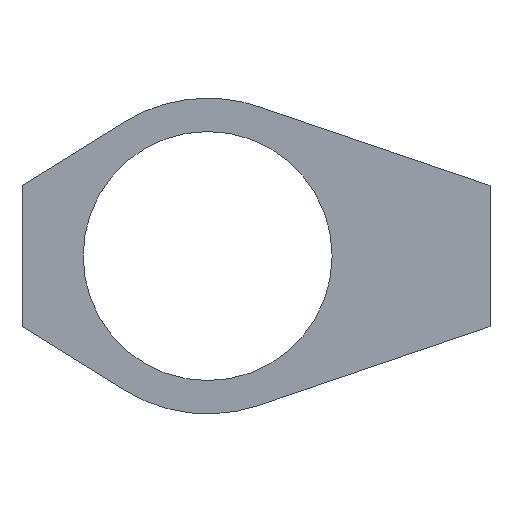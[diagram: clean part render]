
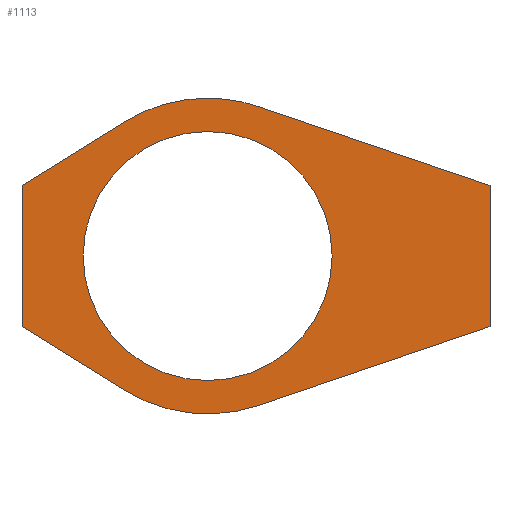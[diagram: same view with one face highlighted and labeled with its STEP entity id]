
A CAD part, left-side view. The second image highlights one B-rep face of the part: STEP entity #1113.
In plain terms, the highlighted planar face has unit normal (-1, 0, 0).
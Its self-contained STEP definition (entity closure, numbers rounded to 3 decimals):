
#4 = DIRECTION ( 'NONE',  ( 0., 0., -1. ) ) ;
#24 = DIRECTION ( 'NONE',  ( 0., 0., -1. ) ) ;
#34 = CARTESIAN_POINT ( 'NONE',  ( -15.549, 5.415, 30.9 ) ) ;
#39 = CARTESIAN_POINT ( 'NONE',  ( -15.549, -19.985, 35.75 ) ) ;
#61 = CARTESIAN_POINT ( 'NONE',  ( -15.549, 22.115, 48.45 ) ) ;
#74 = CARTESIAN_POINT ( 'NONE',  ( -15.549, 12.901, 30.034 ) ) ;
#85 = CARTESIAN_POINT ( 'NONE',  ( -15.549, 0.837, 55.542 ) ) ;
#86 = VECTOR ( 'NONE', #1054, 1000. ) ;
#88 = EDGE_CURVE ( 'NONE', #459, #1416, #1463, .T. ) ;
#107 = CIRCLE ( 'NONE', #1168, 14.2 ) ;
#114 = EDGE_CURVE ( 'NONE', #1416, #620, #1345, .T. ) ;
#136 = EDGE_CURVE ( 'NONE', #864, #459, #1428, .T. ) ;
#142 = CARTESIAN_POINT ( 'NONE',  ( -15.549, 5.415, 42.1 ) ) ;
#203 = DIRECTION ( 'NONE',  ( 0., 0., -1. ) ) ;
#210 = AXIS2_PLACEMENT_3D ( 'NONE', #527, #1196, #1427 ) ;
#225 = CARTESIAN_POINT ( 'NONE',  ( -15.549, 5.415, 42.1 ) ) ;
#262 = ORIENTED_EDGE ( 'NONE', *, *, #866, .T. ) ;
#350 = DIRECTION ( 'NONE',  ( 0., 0., -1. ) ) ;
#361 = CARTESIAN_POINT ( 'NONE',  ( -15.549, -19.985, 48.45 ) ) ;
#362 = VERTEX_POINT ( 'NONE', #1160 ) ;
#366 = VECTOR ( 'NONE', #1016, 1000. ) ;
#396 = CIRCLE ( 'NONE', #1454, 14.2 ) ;
#434 = DIRECTION ( 'NONE',  ( 1., 0., 0. ) ) ;
#436 = ORIENTED_EDGE ( 'NONE', *, *, #931, .F. ) ;
#459 = VERTEX_POINT ( 'NONE', #85 ) ;
#462 = VECTOR ( 'NONE', #1248, 1000. ) ;
#501 = LINE ( 'NONE', #1165, #86 ) ;
#519 = CARTESIAN_POINT ( 'NONE',  ( -15.549, 12.901, 54.166 ) ) ;
#522 = ORIENTED_EDGE ( 'NONE', *, *, #812, .T. ) ;
#524 = VERTEX_POINT ( 'NONE', #788 ) ;
#526 = ORIENTED_EDGE ( 'NONE', *, *, #557, .F. ) ;
#527 = CARTESIAN_POINT ( 'NONE',  ( -15.549, 5.415, 42.1 ) ) ;
#537 = EDGE_LOOP ( 'NONE', ( #262, #522 ) ) ;
#550 = CARTESIAN_POINT ( 'NONE',  ( -15.549, 5.415, 42.1 ) ) ;
#553 = CARTESIAN_POINT ( 'NONE',  ( -15.549, -19.985, 48.45 ) ) ;
#557 = EDGE_CURVE ( 'NONE', #620, #524, #782, .T. ) ;
#565 = CARTESIAN_POINT ( 'NONE',  ( -15.549, 5.415, 56.3 ) ) ;
#582 = DIRECTION ( 'NONE',  ( 1., 0., 0. ) ) ;
#593 = CIRCLE ( 'NONE', #1479, 11.2 ) ;
#616 = CIRCLE ( 'NONE', #1308, 11.2 ) ;
#620 = VERTEX_POINT ( 'NONE', #39 ) ;
#639 = VECTOR ( 'NONE', #996, 1000. ) ;
#648 = CARTESIAN_POINT ( 'NONE',  ( -15.549, 22.115, 48.45 ) ) ;
#681 = CARTESIAN_POINT ( 'NONE',  ( -15.549, 5.415, 53.3 ) ) ;
#694 = EDGE_CURVE ( 'NONE', #1309, #362, #1437, .T. ) ;
#697 = ORIENTED_EDGE ( 'NONE', *, *, #1012, .F. ) ;
#717 = EDGE_LOOP ( 'NONE', ( #436, #1192, #1425, #697, #860, #526, #739, #1086, #852 ) ) ;
#739 = ORIENTED_EDGE ( 'NONE', *, *, #114, .F. ) ;
#757 = VECTOR ( 'NONE', #1221, 1000. ) ;
#776 = CARTESIAN_POINT ( 'NONE',  ( -15.549, 0.837, 55.542 ) ) ;
#782 = LINE ( 'NONE', #1242, #462 ) ;
#788 = CARTESIAN_POINT ( 'NONE',  ( -15.549, 0.837, 28.658 ) ) ;
#797 = DIRECTION ( 'NONE',  ( 1., 0., 0. ) ) ;
#800 = CARTESIAN_POINT ( 'NONE',  ( -15.549, 5.415, 42.1 ) ) ;
#812 = EDGE_CURVE ( 'NONE', #1176, #1312, #593, .T. ) ;
#852 = ORIENTED_EDGE ( 'NONE', *, *, #136, .F. ) ;
#860 = ORIENTED_EDGE ( 'NONE', *, *, #1174, .F. ) ;
#864 = VERTEX_POINT ( 'NONE', #565 ) ;
#866 = EDGE_CURVE ( 'NONE', #1312, #1176, #616, .T. ) ;
#903 = DIRECTION ( 'NONE',  ( 0., 0., -1. ) ) ;
#928 = CARTESIAN_POINT ( 'NONE',  ( -15.549, 22.115, 35.75 ) ) ;
#931 = EDGE_CURVE ( 'NONE', #1150, #864, #396, .T. ) ;
#986 = LINE ( 'NONE', #648, #757 ) ;
#996 = DIRECTION ( 'NONE',  ( 0., 0., 1. ) ) ;
#1004 = FACE_BOUND ( 'NONE', #537, .T. ) ;
#1012 = EDGE_CURVE ( 'NONE', #1077, #1309, #501, .T. ) ;
#1016 = DIRECTION ( 'NONE',  ( 0., 0., -1. ) ) ;
#1028 = DIRECTION ( 'NONE',  ( 0., -0.947, -0.322 ) ) ;
#1054 = DIRECTION ( 'NONE',  ( 0., 0.85, 0.527 ) ) ;
#1077 = VERTEX_POINT ( 'NONE', #74 ) ;
#1086 = ORIENTED_EDGE ( 'NONE', *, *, #88, .F. ) ;
#1090 = FACE_OUTER_BOUND ( 'NONE', #717, .T. ) ;
#1113 = ADVANCED_FACE ( 'NONE', ( #1004, #1090 ), #1306, .F. ) ;
#1128 = DIRECTION ( 'NONE',  ( 1., 0., 0. ) ) ;
#1135 = VECTOR ( 'NONE', #1028, 1000. ) ;
#1150 = VERTEX_POINT ( 'NONE', #519 ) ;
#1160 = CARTESIAN_POINT ( 'NONE',  ( -15.549, 22.115, 48.45 ) ) ;
#1165 = CARTESIAN_POINT ( 'NONE',  ( -15.549, 22.115, 35.75 ) ) ;
#1168 = AXIS2_PLACEMENT_3D ( 'NONE', #225, #797, #4 ) ;
#1174 = EDGE_CURVE ( 'NONE', #524, #1077, #107, .T. ) ;
#1176 = VERTEX_POINT ( 'NONE', #681 ) ;
#1192 = ORIENTED_EDGE ( 'NONE', *, *, #1467, .F. ) ;
#1196 = DIRECTION ( 'NONE',  ( 1., 0., 0. ) ) ;
#1210 = AXIS2_PLACEMENT_3D ( 'NONE', #1471, #1128, #203 ) ;
#1221 = DIRECTION ( 'NONE',  ( 0., -0.85, 0.527 ) ) ;
#1242 = CARTESIAN_POINT ( 'NONE',  ( -15.549, 0.837, 28.658 ) ) ;
#1248 = DIRECTION ( 'NONE',  ( 0., 0.947, -0.322 ) ) ;
#1298 = DIRECTION ( 'NONE',  ( 1., 0., 0. ) ) ;
#1306 = PLANE ( 'NONE',  #210 ) ;
#1308 = AXIS2_PLACEMENT_3D ( 'NONE', #800, #434, #350 ) ;
#1309 = VERTEX_POINT ( 'NONE', #928 ) ;
#1312 = VERTEX_POINT ( 'NONE', #34 ) ;
#1345 = LINE ( 'NONE', #553, #366 ) ;
#1416 = VERTEX_POINT ( 'NONE', #361 ) ;
#1425 = ORIENTED_EDGE ( 'NONE', *, *, #694, .F. ) ;
#1427 = DIRECTION ( 'NONE',  ( 0., 0., -1. ) ) ;
#1428 = CIRCLE ( 'NONE', #1210, 14.2 ) ;
#1437 = LINE ( 'NONE', #61, #639 ) ;
#1454 = AXIS2_PLACEMENT_3D ( 'NONE', #142, #1298, #24 ) ;
#1463 = LINE ( 'NONE', #776, #1135 ) ;
#1467 = EDGE_CURVE ( 'NONE', #362, #1150, #986, .T. ) ;
#1471 = CARTESIAN_POINT ( 'NONE',  ( -15.549, 5.415, 42.1 ) ) ;
#1479 = AXIS2_PLACEMENT_3D ( 'NONE', #550, #582, #903 ) ;
